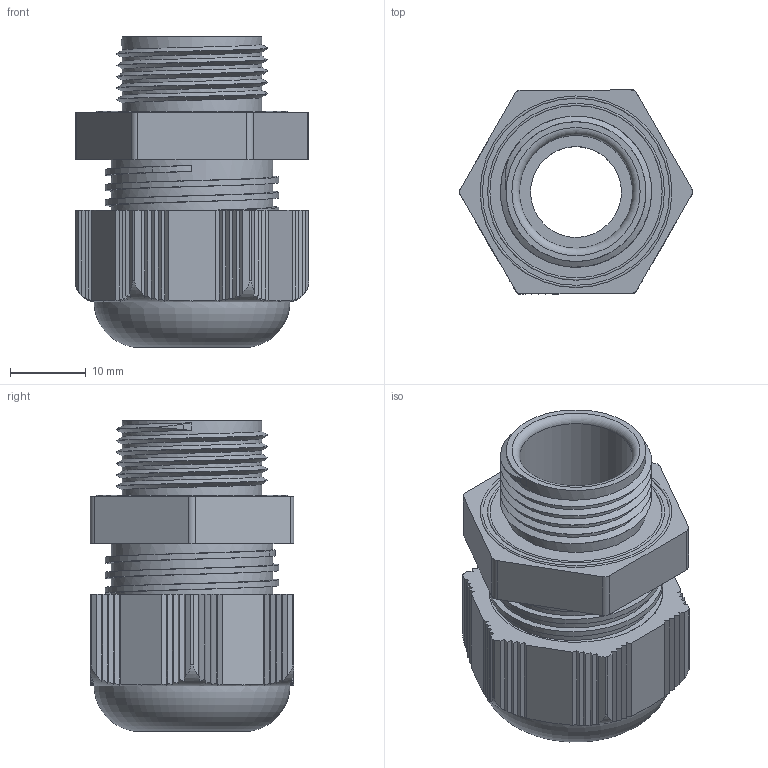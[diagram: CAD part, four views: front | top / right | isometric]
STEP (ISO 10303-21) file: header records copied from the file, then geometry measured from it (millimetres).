
FILE_DESCRIPTION(/* description */ ('Euro-Top M 20x1,5 , KB: 7-12 mm'),/* implementation_level */ '2;1');
FILE_NAME(/* name */ '11180522-RST.stp',/* time_stamp */ '2019-11-21T15:39:07+01:00',/* author */ ('sl'),/* organization */ (''),/* preprocessor_version */ 'ST-DEVELOPER v16.5',/* originating_system */ 'Autodesk Inventor 2017',/* authorisation */ '');
FILE_SCHEMA (('AUTOMOTIVE_DESIGN { 1 0 10303 214 3 1 1 }'));
Length unit declared in the file: millimetre
Products named in the file (4): 11180522; Euro-Top-08-BT-0001-11180522; 11080522; 11180522_1
Assembly tree (3 placements, depth 2):
  11180522
    Euro-Top-08-BT-0001-11180522
    11080522
    11180522_1
Bounding box: 30.92 x 26.96 x 41.01 mm (x, y, z)
Volume: 11752.2 mm3; surface area: 11758.1 mm2
Topology: 3 solids, 3 shells, 285 faces, 816 edges, 542 vertices
Faces by surface type: plane 208, cylinder 45, torus 24, bspline 6, cone 2
Full cylindrical faces by diameter (mm): 12 x1, 14.37 x1, 14.96 x1, 17.92 x1, 17.96 x1, 18.48 x6, 20 x1, 20.84 x1, 21.36 x4, 23.05 x7
Entity records: 12345 total; most frequent: CARTESIAN_POINT 5396, ORIENTED_EDGE 1484, DIRECTION 1346, EDGE_CURVE 742, VERTEX_POINT 503, AXIS2_PLACEMENT_3D 461, LINE 424, VECTOR 424
